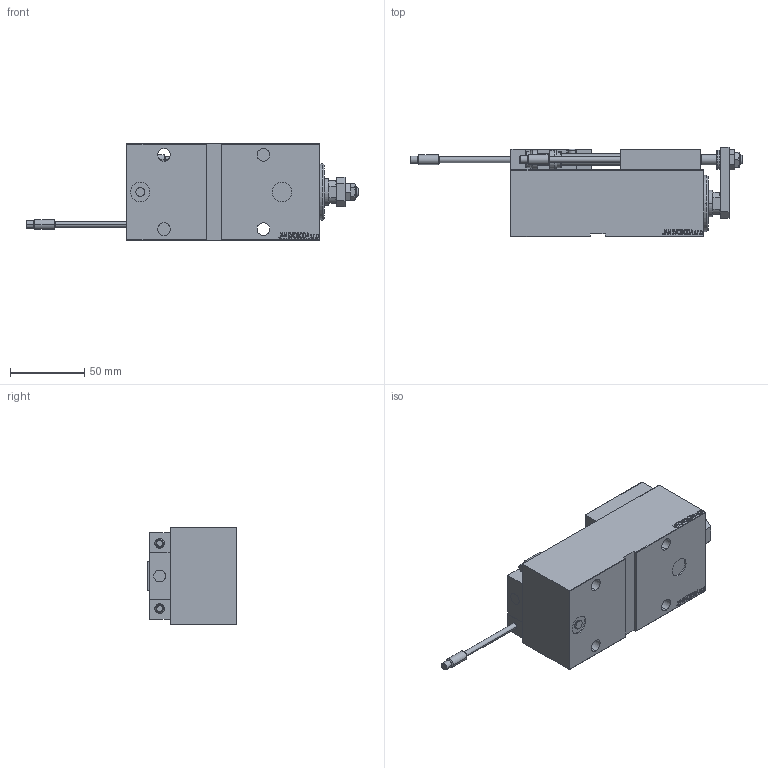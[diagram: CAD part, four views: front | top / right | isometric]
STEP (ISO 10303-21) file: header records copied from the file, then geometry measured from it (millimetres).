
FILE_DESCRIPTION (( 'STEP AP203' ), '1' );
FILE_NAME ('0173.STEP', '2024-02-11T21:29:58', ( '' ), ( '' ), 'SwSTEP 2.0', 'SolidWorks 2019', '' );
FILE_SCHEMA (( 'CONFIG_CONTROL_DESIGN' ));
Length unit declared in the file: millimetre
Products named in the file (16): MAGNET 62b72b7400424165ae4cb2dfb0dcf97d; ALLEN BOLT D5 62b72b7400424165ae4cb2dfb0dcf97d; ZARAZKA 62b72b7400424165ae4cb2dfb0dcf97d; KONCOVKA_Y 62b72b7400424165ae4cb2dfb0dcf97d; SWITCH X 62b72b7400424165ae4cb2dfb0dcf97d; NUT_D12 62b72b7400424165ae4cb2dfb0dcf97d; ALLEN BOLT D8 62b72b7400424165ae4cb2dfb0dcf97d; Block 62b72b7400424165ae4cb2dfb0dcf97d; SWITCH DIM B,W 62b72b7400424165ae4cb2dfb0dcf97d; TYC_L79 62b72b7400424165ae4cb2dfb0dcf97d; V450CM_E_VCP 62b72b7400424165ae4cb2dfb0dcf97d; NUT_D10 62b72b7400424165ae4cb2dfb0dcf97d; V450CM_VC_B 62b72b7400424165ae4cb2dfb0dcf97d; V450CM_E_Body 62b72b7400424165ae4cb2dfb0dcf97d; SWITCH_X_FRONT_BACK 62b72b7400424165ae4cb2dfb0dcf97d; 0173
Assembly tree (25 placements, depth 3):
  0173
    V450CM_E_Body 62b72b7400424165ae4cb2dfb0dcf97d
    V450CM_E_VCP 62b72b7400424165ae4cb2dfb0dcf97d
    V450CM_VC_B 62b72b7400424165ae4cb2dfb0dcf97d
    SWITCH X 62b72b7400424165ae4cb2dfb0dcf97d
      SWITCH_X_FRONT_BACK 62b72b7400424165ae4cb2dfb0dcf97d  x2
      TYC_L79 62b72b7400424165ae4cb2dfb0dcf97d
      Block 62b72b7400424165ae4cb2dfb0dcf97d  x2
      ALLEN BOLT D5 62b72b7400424165ae4cb2dfb0dcf97d  x4
      ALLEN BOLT D8 62b72b7400424165ae4cb2dfb0dcf97d  x4
      MAGNET 62b72b7400424165ae4cb2dfb0dcf97d  x2
      KONCOVKA_Y 62b72b7400424165ae4cb2dfb0dcf97d  x2
    SWITCH DIM B,W 62b72b7400424165ae4cb2dfb0dcf97d
    ZARAZKA 62b72b7400424165ae4cb2dfb0dcf97d
    NUT_D10 62b72b7400424165ae4cb2dfb0dcf97d
    NUT_D12 62b72b7400424165ae4cb2dfb0dcf97d
Bounding box: 223.7 x 60.5 x 65 mm (x, y, z)
Volume: 401002.9 mm3; surface area: 89795.5 mm2
Topology: 24 solids, 24 shells, 1308 faces, 3126 edges, 1994 vertices
Faces by surface type: plane 571, bspline 380, cylinder 184, cone 121, torus 48, sphere 4
Entity records: 50123 total; most frequent: CARTESIAN_POINT 25429, ORIENTED_EDGE 5228, DIRECTION 3519, EDGE_CURVE 2614, VERTEX_POINT 1706, LINE 1511, VECTOR 1511, EDGE_LOOP 1204
